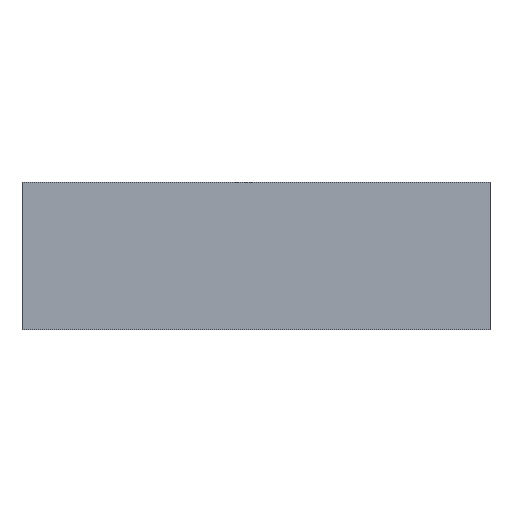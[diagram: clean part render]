
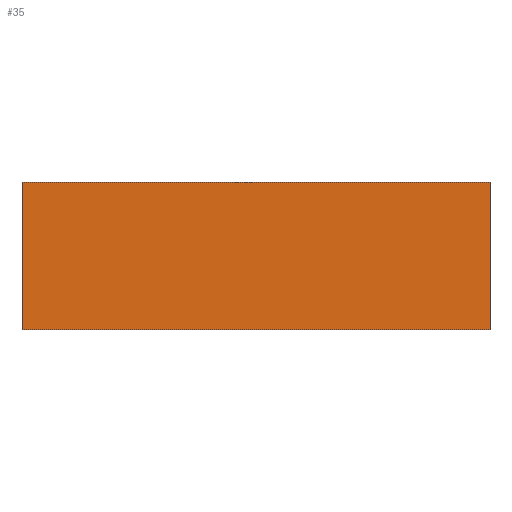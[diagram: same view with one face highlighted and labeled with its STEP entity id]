
A CAD part, top view. The second image highlights one B-rep face of the part: STEP entity #35.
In plain terms, the highlighted planar face has unit normal (0, 0, 1).
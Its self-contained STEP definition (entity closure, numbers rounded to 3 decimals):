
#35=ADVANCED_FACE('',(#36),#58,.T.);
#36=FACE_OUTER_BOUND('',#37,.T.);
#37=EDGE_LOOP('',(#38,#39,#40,#41));
#38=ORIENTED_EDGE('',*,*,#42,.T.);
#39=ORIENTED_EDGE('',*,*,#43,.T.);
#40=ORIENTED_EDGE('',*,*,#44,.T.);
#41=ORIENTED_EDGE('',*,*,#45,.T.);
#42=EDGE_CURVE('',#54,#55,#46,.T.);
#43=EDGE_CURVE('',#55,#56,#47,.T.);
#44=EDGE_CURVE('',#56,#57,#48,.T.);
#45=EDGE_CURVE('',#57,#54,#49,.T.);
#46=B_SPLINE_CURVE_WITH_KNOTS('',1,(#95,#96),.UNSPECIFIED.,.F.,.F.,(2,2),
(-1500.,8000.),.UNSPECIFIED.);
#47=B_SPLINE_CURVE_WITH_KNOTS('',1,(#97,#98),.UNSPECIFIED.,.F.,.F.,(2,2),
(0.,3000.),.UNSPECIFIED.);
#48=B_SPLINE_CURVE_WITH_KNOTS('',1,(#99,#100),.UNSPECIFIED.,.F.,.F.,(2,
2),(-8000.,1500.),.UNSPECIFIED.);
#49=B_SPLINE_CURVE_WITH_KNOTS('',1,(#101,#102),.UNSPECIFIED.,.F.,.F.,(2,
2),(-3000.,0.),.UNSPECIFIED.);
#54=VERTEX_POINT('',#91);
#55=VERTEX_POINT('',#92);
#56=VERTEX_POINT('',#93);
#57=VERTEX_POINT('',#94);
#58=PLANE('',#79);
#79=AXIS2_PLACEMENT_3D('',#90,#84,$);
#84=DIRECTION('',(0.,0.,1.));
#90=CARTESIAN_POINT('',(-3500.,-1500.,-100.));
#91=CARTESIAN_POINT('',(-3500.,-1500.,-100.));
#92=CARTESIAN_POINT('',(6000.,-1500.,-100.));
#93=CARTESIAN_POINT('',(6000.,1500.,-100.));
#94=CARTESIAN_POINT('',(-3500.,1500.,-100.));
#95=CARTESIAN_POINT('',(-3500.,-1500.,-100.));
#96=CARTESIAN_POINT('',(6000.,-1500.,-100.));
#97=CARTESIAN_POINT('',(6000.,-1500.,-100.));
#98=CARTESIAN_POINT('',(6000.,1500.,-100.));
#99=CARTESIAN_POINT('',(6000.,1500.,-100.));
#100=CARTESIAN_POINT('',(-3500.,1500.,-100.));
#101=CARTESIAN_POINT('',(-3500.,1500.,-100.));
#102=CARTESIAN_POINT('',(-3500.,-1500.,-100.));
